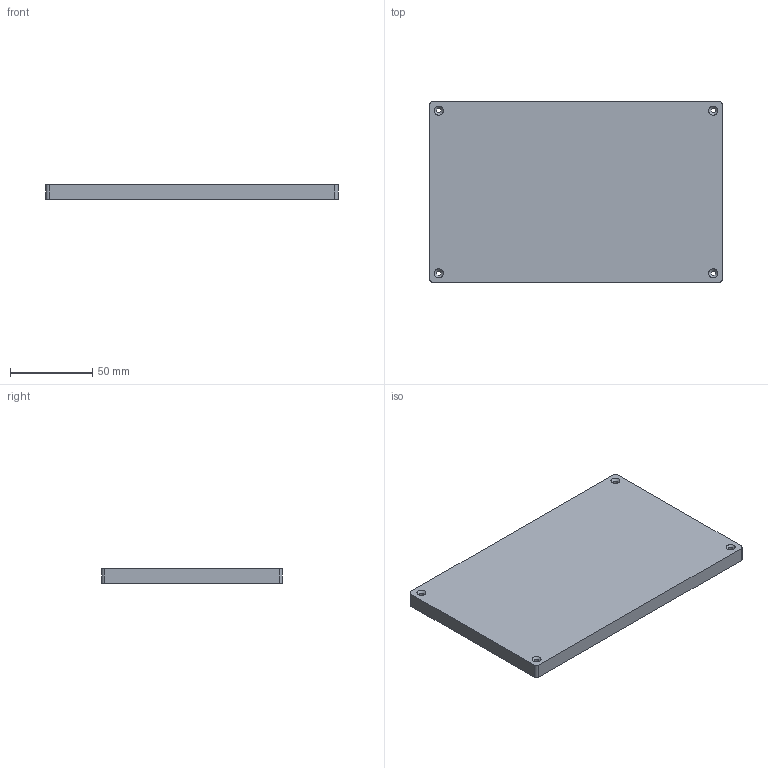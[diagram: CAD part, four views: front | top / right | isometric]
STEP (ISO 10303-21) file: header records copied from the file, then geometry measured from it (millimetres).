
FILE_DESCRIPTION(/* description */ (''),/* implementation_level */ '2;1');
FILE_NAME(/* name */ 'First_Stage_BoxTop_Print.stp',/* time_stamp */ '2024-12-09T14:41:02-08:00',/* author */ ('Paul Linke'),/* organization */ (''),/* preprocessor_version */ 'ST-DEVELOPER v20',/* originating_system */ 'Autodesk Inventor 2025',/* authorisation */ '');
FILE_SCHEMA (('AUTOMOTIVE_DESIGN { 1 0 10303 214 3 1 1 }'));
Length unit declared in the file: millimetre
Products named in the file (1): First_Stage_BoxTop_Print
Bounding box: 178 x 110.06 x 9 mm (x, y, z)
Volume: 98389 mm3; surface area: 46773.4 mm2
Topology: 1 solids, 1 shells, 27 faces, 72 edges, 48 vertices
Faces by surface type: cylinder 12, plane 11, cone 4
Full cylindrical faces by diameter (mm): 2.9 x4
Entity records: 917 total; most frequent: DIRECTION 160, CARTESIAN_POINT 148, ORIENTED_EDGE 144, EDGE_CURVE 72, AXIS2_PLACEMENT_3D 60, VERTEX_POINT 48, LINE 40, VECTOR 40
